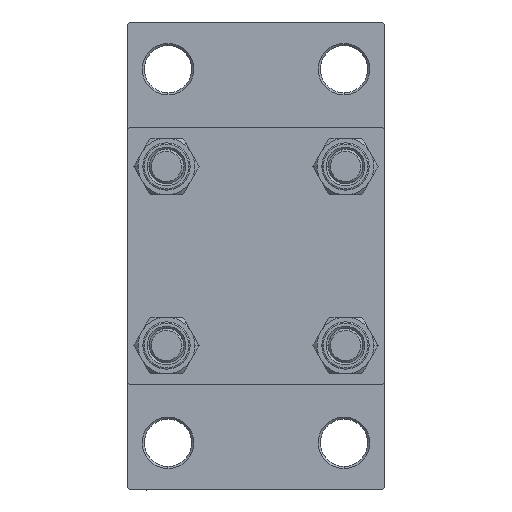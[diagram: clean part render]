
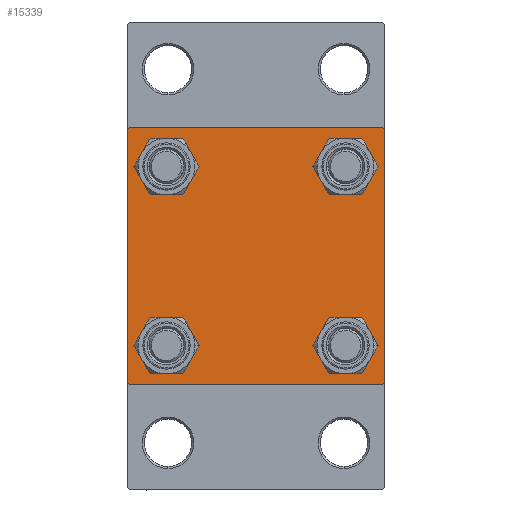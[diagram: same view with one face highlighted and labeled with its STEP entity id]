
A CAD part, left-side view. The second image highlights one B-rep face of the part: STEP entity #15339.
In plain terms, the highlighted planar face has unit normal (-1, 0, 0).
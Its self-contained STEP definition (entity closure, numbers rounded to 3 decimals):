
#143 = DIRECTION ( 'NONE',  ( 1., 0., 0. ) ) ;
#594 = DIRECTION ( 'NONE',  ( 0., 0.707, 0.707 ) ) ;
#748 = EDGE_CURVE ( 'NONE', #42802, #4569, #4085, .T. ) ;
#1237 = AXIS2_PLACEMENT_3D ( 'NONE', #30842, #45608, #34726 ) ;
#1631 = CARTESIAN_POINT ( 'NONE',  ( 0., -30., 30. ) ) ;
#2476 = VECTOR ( 'NONE', #594, 1000. ) ;
#2628 = VERTEX_POINT ( 'NONE', #5149 ) ;
#3139 = VERTEX_POINT ( 'NONE', #17182 ) ;
#3648 = DIRECTION ( 'NONE',  ( 1., 0., 0. ) ) ;
#3936 = ORIENTED_EDGE ( 'NONE', *, *, #19381, .T. ) ;
#4035 = EDGE_LOOP ( 'NONE', ( #8557, #41191 ) ) ;
#4085 = CIRCLE ( 'NONE', #10295, 4.5 ) ;
#4252 = CARTESIAN_POINT ( 'NONE',  ( 0., 29.5, 30. ) ) ;
#4295 = CARTESIAN_POINT ( 'NONE',  ( 0., 30., 30. ) ) ;
#4569 = VERTEX_POINT ( 'NONE', #47173 ) ;
#4809 = AXIS2_PLACEMENT_3D ( 'NONE', #7381, #29650, #23078 ) ;
#4959 = EDGE_CURVE ( 'NONE', #14410, #34462, #41248, .T. ) ;
#5084 = CIRCLE ( 'NONE', #23641, 4.5 ) ;
#5149 = CARTESIAN_POINT ( 'NONE',  ( 0., 20.85, -25.35 ) ) ;
#5250 = DIRECTION ( 'NONE',  ( 0., 0., 1. ) ) ;
#6144 = EDGE_CURVE ( 'NONE', #29830, #17139, #26041, .T. ) ;
#6673 = ORIENTED_EDGE ( 'NONE', *, *, #13798, .T. ) ;
#6727 = VECTOR ( 'NONE', #13111, 1000. ) ;
#7175 = CARTESIAN_POINT ( 'NONE',  ( 0., 29.75, -29.75 ) ) ;
#7261 = ORIENTED_EDGE ( 'NONE', *, *, #15088, .T. ) ;
#7381 = CARTESIAN_POINT ( 'NONE',  ( 0., -20.85, 20.85 ) ) ;
#7562 = VECTOR ( 'NONE', #26913, 1000. ) ;
#8557 = ORIENTED_EDGE ( 'NONE', *, *, #4959, .T. ) ;
#9240 = LINE ( 'NONE', #9722, #46185 ) ;
#9722 = CARTESIAN_POINT ( 'NONE',  ( 0., 30., -30. ) ) ;
#9765 = AXIS2_PLACEMENT_3D ( 'NONE', #22167, #10570, #25331 ) ;
#9959 = VERTEX_POINT ( 'NONE', #18460 ) ;
#10295 = AXIS2_PLACEMENT_3D ( 'NONE', #42542, #35532, #5250 ) ;
#10376 = CARTESIAN_POINT ( 'NONE',  ( 0., -30., 29.5 ) ) ;
#10570 = DIRECTION ( 'NONE',  ( -1., 0., 0. ) ) ;
#10830 = DIRECTION ( 'NONE',  ( 0., 0., 1. ) ) ;
#11262 = CARTESIAN_POINT ( 'NONE',  ( 0., -20.85, -20.85 ) ) ;
#11306 = DIRECTION ( 'NONE',  ( 1., 0., 0. ) ) ;
#11592 = EDGE_CURVE ( 'NONE', #20168, #2628, #5084, .T. ) ;
#12064 = EDGE_CURVE ( 'NONE', #9959, #13700, #29878, .T. ) ;
#12806 = EDGE_LOOP ( 'NONE', ( #21070, #3936 ) ) ;
#13111 = DIRECTION ( 'NONE',  ( 0., -0.707, 0.707 ) ) ;
#13700 = VERTEX_POINT ( 'NONE', #44142 ) ;
#13798 = EDGE_CURVE ( 'NONE', #32843, #39163, #34676, .T. ) ;
#14081 = VECTOR ( 'NONE', #27064, 1000. ) ;
#14410 = VERTEX_POINT ( 'NONE', #30378 ) ;
#14427 = FACE_BOUND ( 'NONE', #17209, .T. ) ;
#15088 = EDGE_CURVE ( 'NONE', #36949, #29830, #40876, .T. ) ;
#15339 = ADVANCED_FACE ( 'NONE', ( #43733, #47618, #40349, #14427, #33796 ), #43973, .T. ) ;
#15402 = DIRECTION ( 'NONE',  ( 0., 0., 1. ) ) ;
#15653 = ORIENTED_EDGE ( 'NONE', *, *, #11592, .T. ) ;
#15759 = CARTESIAN_POINT ( 'NONE',  ( 0., 30., 30. ) ) ;
#15763 = ORIENTED_EDGE ( 'NONE', *, *, #37941, .T. ) ;
#16356 = VERTEX_POINT ( 'NONE', #10376 ) ;
#16412 = CARTESIAN_POINT ( 'NONE',  ( 0., 30., 29.5 ) ) ;
#17089 = EDGE_CURVE ( 'NONE', #17139, #32843, #9240, .T. ) ;
#17139 = VERTEX_POINT ( 'NONE', #45801 ) ;
#17182 = CARTESIAN_POINT ( 'NONE',  ( 0., -29.5, 30. ) ) ;
#17209 = EDGE_LOOP ( 'NONE', ( #27455, #30307 ) ) ;
#18460 = CARTESIAN_POINT ( 'NONE',  ( 0., -20.85, -16.35 ) ) ;
#18541 = CARTESIAN_POINT ( 'NONE',  ( 0., 30., -29.5 ) ) ;
#19263 = CARTESIAN_POINT ( 'NONE',  ( 0., -29.5, -30. ) ) ;
#19381 = EDGE_CURVE ( 'NONE', #13700, #9959, #41611, .T. ) ;
#19626 = DIRECTION ( 'NONE',  ( 0., 0., 1. ) ) ;
#20168 = VERTEX_POINT ( 'NONE', #21517 ) ;
#21070 = ORIENTED_EDGE ( 'NONE', *, *, #12064, .T. ) ;
#21503 = AXIS2_PLACEMENT_3D ( 'NONE', #11262, #37413, #25791 ) ;
#21517 = CARTESIAN_POINT ( 'NONE',  ( 0., 20.85, -16.35 ) ) ;
#22167 = CARTESIAN_POINT ( 'NONE',  ( 0., 0., 0. ) ) ;
#22742 = CIRCLE ( 'NONE', #27427, 4.5 ) ;
#23078 = DIRECTION ( 'NONE',  ( 0., 0., 1. ) ) ;
#23641 = AXIS2_PLACEMENT_3D ( 'NONE', #41556, #11306, #15402 ) ;
#23766 = DIRECTION ( 'NONE',  ( 0., -1., 0. ) ) ;
#24245 = CARTESIAN_POINT ( 'NONE',  ( 0., -29.75, -29.75 ) ) ;
#25118 = EDGE_CURVE ( 'NONE', #4569, #42802, #27867, .T. ) ;
#25331 = DIRECTION ( 'NONE',  ( 0., 0., 1. ) ) ;
#25791 = DIRECTION ( 'NONE',  ( 0., 0., 1. ) ) ;
#26041 = LINE ( 'NONE', #7175, #32797 ) ;
#26203 = CARTESIAN_POINT ( 'NONE',  ( 0., -20.85, 16.35 ) ) ;
#26523 = EDGE_CURVE ( 'NONE', #47408, #3139, #37807, .T. ) ;
#26798 = DIRECTION ( 'NONE',  ( 0., 0.707, -0.707 ) ) ;
#26913 = DIRECTION ( 'NONE',  ( 0., -1., 0. ) ) ;
#27064 = DIRECTION ( 'NONE',  ( 0., 0., -1. ) ) ;
#27427 = AXIS2_PLACEMENT_3D ( 'NONE', #33207, #3648, #47735 ) ;
#27455 = ORIENTED_EDGE ( 'NONE', *, *, #748, .T. ) ;
#27867 = CIRCLE ( 'NONE', #46429, 4.5 ) ;
#29413 = ORIENTED_EDGE ( 'NONE', *, *, #26523, .F. ) ;
#29577 = ORIENTED_EDGE ( 'NONE', *, *, #6144, .T. ) ;
#29650 = DIRECTION ( 'NONE',  ( 1., 0., 0. ) ) ;
#29830 = VERTEX_POINT ( 'NONE', #18541 ) ;
#29878 = CIRCLE ( 'NONE', #1237, 4.5 ) ;
#30157 = DIRECTION ( 'NONE',  ( 0., -0.707, -0.707 ) ) ;
#30307 = ORIENTED_EDGE ( 'NONE', *, *, #25118, .T. ) ;
#30378 = CARTESIAN_POINT ( 'NONE',  ( 0., -20.85, 25.35 ) ) ;
#30536 = ORIENTED_EDGE ( 'NONE', *, *, #17089, .T. ) ;
#30776 = DIRECTION ( 'NONE',  ( 1., 0., 0. ) ) ;
#30842 = CARTESIAN_POINT ( 'NONE',  ( 0., -20.85, -20.85 ) ) ;
#32797 = VECTOR ( 'NONE', #30157, 1000. ) ;
#32843 = VERTEX_POINT ( 'NONE', #19263 ) ;
#33207 = CARTESIAN_POINT ( 'NONE',  ( 0., 20.85, -20.85 ) ) ;
#33345 = CARTESIAN_POINT ( 'NONE',  ( 0., 20.85, 20.85 ) ) ;
#33796 = FACE_OUTER_BOUND ( 'NONE', #46206, .T. ) ;
#34130 = VECTOR ( 'NONE', #26798, 1000. ) ;
#34462 = VERTEX_POINT ( 'NONE', #26203 ) ;
#34509 = VECTOR ( 'NONE', #44263, 1000. ) ;
#34676 = LINE ( 'NONE', #24245, #6727 ) ;
#34726 = DIRECTION ( 'NONE',  ( 0., 0., 1. ) ) ;
#35099 = EDGE_CURVE ( 'NONE', #16356, #3139, #41051, .T. ) ;
#35480 = ORIENTED_EDGE ( 'NONE', *, *, #39408, .F. ) ;
#35532 = DIRECTION ( 'NONE',  ( 1., 0., 0. ) ) ;
#36283 = EDGE_CURVE ( 'NONE', #34462, #14410, #46593, .T. ) ;
#36594 = AXIS2_PLACEMENT_3D ( 'NONE', #45071, #30776, #19626 ) ;
#36949 = VERTEX_POINT ( 'NONE', #16412 ) ;
#37413 = DIRECTION ( 'NONE',  ( 1., 0., 0. ) ) ;
#37807 = LINE ( 'NONE', #15759, #7562 ) ;
#37941 = EDGE_CURVE ( 'NONE', #47408, #36949, #41569, .T. ) ;
#38174 = CARTESIAN_POINT ( 'NONE',  ( 0., 29.75, 29.75 ) ) ;
#38696 = LINE ( 'NONE', #1631, #14081 ) ;
#39163 = VERTEX_POINT ( 'NONE', #44990 ) ;
#39408 = EDGE_CURVE ( 'NONE', #16356, #39163, #38696, .T. ) ;
#39916 = EDGE_LOOP ( 'NONE', ( #15653, #44669 ) ) ;
#40349 = FACE_BOUND ( 'NONE', #39916, .T. ) ;
#40819 = CARTESIAN_POINT ( 'NONE',  ( 0., -29.75, 29.75 ) ) ;
#40876 = LINE ( 'NONE', #4295, #34509 ) ;
#41051 = LINE ( 'NONE', #40819, #2476 ) ;
#41191 = ORIENTED_EDGE ( 'NONE', *, *, #36283, .T. ) ;
#41248 = CIRCLE ( 'NONE', #36594, 4.5 ) ;
#41556 = CARTESIAN_POINT ( 'NONE',  ( 0., 20.85, -20.85 ) ) ;
#41569 = LINE ( 'NONE', #38174, #34130 ) ;
#41611 = CIRCLE ( 'NONE', #21503, 4.5 ) ;
#42542 = CARTESIAN_POINT ( 'NONE',  ( 0., 20.85, 20.85 ) ) ;
#42802 = VERTEX_POINT ( 'NONE', #43936 ) ;
#43733 = FACE_BOUND ( 'NONE', #4035, .T. ) ;
#43936 = CARTESIAN_POINT ( 'NONE',  ( 0., 20.85, 25.35 ) ) ;
#43973 = PLANE ( 'NONE',  #9765 ) ;
#44142 = CARTESIAN_POINT ( 'NONE',  ( 0., -20.85, -25.35 ) ) ;
#44263 = DIRECTION ( 'NONE',  ( 0., 0., -1. ) ) ;
#44669 = ORIENTED_EDGE ( 'NONE', *, *, #44870, .T. ) ;
#44870 = EDGE_CURVE ( 'NONE', #2628, #20168, #22742, .T. ) ;
#44990 = CARTESIAN_POINT ( 'NONE',  ( 0., -30., -29.5 ) ) ;
#45071 = CARTESIAN_POINT ( 'NONE',  ( 0., -20.85, 20.85 ) ) ;
#45608 = DIRECTION ( 'NONE',  ( 1., 0., 0. ) ) ;
#45801 = CARTESIAN_POINT ( 'NONE',  ( 0., 29.5, -30. ) ) ;
#46185 = VECTOR ( 'NONE', #23766, 1000. ) ;
#46206 = EDGE_LOOP ( 'NONE', ( #7261, #29577, #30536, #6673, #35480, #46273, #29413, #15763 ) ) ;
#46273 = ORIENTED_EDGE ( 'NONE', *, *, #35099, .T. ) ;
#46429 = AXIS2_PLACEMENT_3D ( 'NONE', #33345, #143, #10830 ) ;
#46593 = CIRCLE ( 'NONE', #4809, 4.5 ) ;
#47173 = CARTESIAN_POINT ( 'NONE',  ( 0., 20.85, 16.35 ) ) ;
#47408 = VERTEX_POINT ( 'NONE', #4252 ) ;
#47618 = FACE_BOUND ( 'NONE', #12806, .T. ) ;
#47735 = DIRECTION ( 'NONE',  ( 0., 0., 1. ) ) ;
